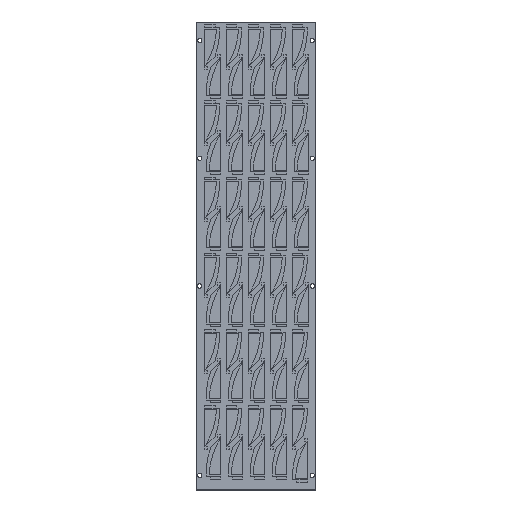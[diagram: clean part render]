
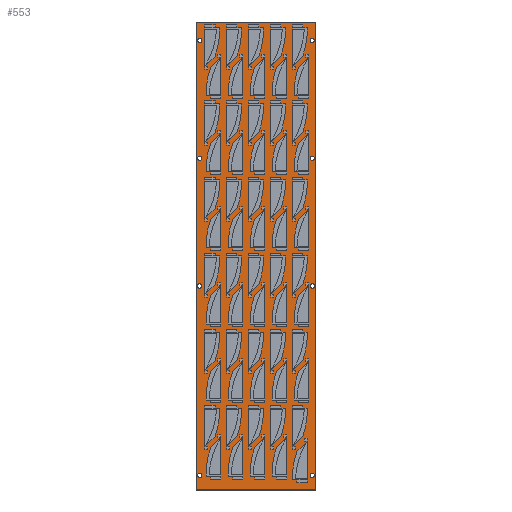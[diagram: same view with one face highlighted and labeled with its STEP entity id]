
A CAD part, top view. The second image highlights one B-rep face of the part: STEP entity #553.
In plain terms, the highlighted planar face has unit normal (0, 0, 1).
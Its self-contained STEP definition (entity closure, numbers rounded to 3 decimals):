
#493=FACE_BOUND('',#667,.T.);
#494=FACE_BOUND('',#668,.T.);
#495=FACE_BOUND('',#669,.T.);
#496=FACE_BOUND('',#670,.T.);
#497=FACE_BOUND('',#671,.T.);
#498=FACE_BOUND('',#672,.T.);
#499=FACE_BOUND('',#673,.T.);
#500=FACE_BOUND('',#674,.T.);
#501=FACE_BOUND('',#675,.T.);
#527=CIRCLE('',#1214,1.5);
#528=CIRCLE('',#1215,1.5);
#529=CIRCLE('',#1216,1.5);
#530=CIRCLE('',#1217,1.5);
#531=CIRCLE('',#1218,1.5);
#532=CIRCLE('',#1219,1.5);
#533=CIRCLE('',#1220,1.5);
#534=CIRCLE('',#1221,1.5);
#553=ADVANCED_FACE('',(#493,#494,#495,#496,#497,#498,#499,#500,#501),#598,
 .T.);
#598=PLANE('',#1222);
#667=EDGE_LOOP('',(#748));
#668=EDGE_LOOP('',(#749));
#669=EDGE_LOOP('',(#750));
#670=EDGE_LOOP('',(#751));
#671=EDGE_LOOP('',(#752));
#672=EDGE_LOOP('',(#753));
#673=EDGE_LOOP('',(#754));
#674=EDGE_LOOP('',(#755));
#675=EDGE_LOOP('',(#756,#757,#758,#759));
#748=ORIENTED_EDGE('',*,*,#992,.F.);
#749=ORIENTED_EDGE('',*,*,#993,.F.);
#750=ORIENTED_EDGE('',*,*,#994,.F.);
#751=ORIENTED_EDGE('',*,*,#995,.F.);
#752=ORIENTED_EDGE('',*,*,#996,.F.);
#753=ORIENTED_EDGE('',*,*,#997,.F.);
#754=ORIENTED_EDGE('',*,*,#998,.F.);
#755=ORIENTED_EDGE('',*,*,#999,.F.);
#756=ORIENTED_EDGE('',*,*,#982,.T.);
#757=ORIENTED_EDGE('',*,*,#986,.T.);
#758=ORIENTED_EDGE('',*,*,#989,.T.);
#759=ORIENTED_EDGE('',*,*,#991,.T.);
#916=VERTEX_POINT('',#1685);
#917=VERTEX_POINT('',#1687);
#919=VERTEX_POINT('',#1693);
#921=VERTEX_POINT('',#1699);
#922=VERTEX_POINT('',#1706);
#923=VERTEX_POINT('',#1708);
#924=VERTEX_POINT('',#1710);
#925=VERTEX_POINT('',#1712);
#926=VERTEX_POINT('',#1714);
#927=VERTEX_POINT('',#1716);
#928=VERTEX_POINT('',#1718);
#929=VERTEX_POINT('',#1720);
#982=EDGE_CURVE('',#917,#916,#1073,.T.);
#986=EDGE_CURVE('',#916,#919,#1077,.T.);
#989=EDGE_CURVE('',#919,#921,#1080,.T.);
#991=EDGE_CURVE('',#921,#917,#1082,.T.);
#992=EDGE_CURVE('',#922,#922,#527,.T.);
#993=EDGE_CURVE('',#923,#923,#528,.T.);
#994=EDGE_CURVE('',#924,#924,#529,.T.);
#995=EDGE_CURVE('',#925,#925,#530,.T.);
#996=EDGE_CURVE('',#926,#926,#531,.T.);
#997=EDGE_CURVE('',#927,#927,#532,.T.);
#998=EDGE_CURVE('',#928,#928,#533,.T.);
#999=EDGE_CURVE('',#929,#929,#534,.T.);
#1073=LINE('',#1686,#1142);
#1077=LINE('',#1694,#1146);
#1080=LINE('',#1700,#1149);
#1082=LINE('',#1703,#1151);
#1142=VECTOR('',#1347,1.);
#1146=VECTOR('',#1353,1.);
#1149=VECTOR('',#1358,1.);
#1151=VECTOR('',#1362,1.);
#1214=AXIS2_PLACEMENT_3D('',#1705,#1365,#1366);
#1215=AXIS2_PLACEMENT_3D('',#1707,#1367,#1368);
#1216=AXIS2_PLACEMENT_3D('',#1709,#1369,#1370);
#1217=AXIS2_PLACEMENT_3D('',#1711,#1371,#1372);
#1218=AXIS2_PLACEMENT_3D('',#1713,#1373,#1374);
#1219=AXIS2_PLACEMENT_3D('',#1715,#1375,#1376);
#1220=AXIS2_PLACEMENT_3D('',#1717,#1377,#1378);
#1221=AXIS2_PLACEMENT_3D('',#1719,#1379,#1380);
#1222=AXIS2_PLACEMENT_3D('',#1721,#1381,#1382);
#1347=DIRECTION('',(0.,-1.,0.));
#1353=DIRECTION('',(1.,0.,0.));
#1358=DIRECTION('',(0.,1.,0.));
#1362=DIRECTION('',(-1.,0.,0.));
#1365=DIRECTION('',(0.,0.,1.));
#1366=DIRECTION('',(1.,0.,0.));
#1367=DIRECTION('',(0.,0.,1.));
#1368=DIRECTION('',(1.,0.,0.));
#1369=DIRECTION('',(0.,0.,1.));
#1370=DIRECTION('',(1.,0.,0.));
#1371=DIRECTION('',(0.,0.,1.));
#1372=DIRECTION('',(1.,0.,0.));
#1373=DIRECTION('',(0.,0.,1.));
#1374=DIRECTION('',(1.,0.,0.));
#1375=DIRECTION('',(0.,0.,1.));
#1376=DIRECTION('',(1.,0.,0.));
#1377=DIRECTION('',(0.,0.,1.));
#1378=DIRECTION('',(1.,0.,0.));
#1379=DIRECTION('',(0.,0.,1.));
#1380=DIRECTION('',(1.,0.,0.));
#1381=DIRECTION('',(0.,0.,1.));
#1382=DIRECTION('',(1.,0.,0.));
#1685=CARTESIAN_POINT('',(0.,0.,2.5));
#1686=CARTESIAN_POINT('',(0.,320.,2.5));
#1687=CARTESIAN_POINT('',(0.,320.,2.5));
#1693=CARTESIAN_POINT('',(82.,0.,2.5));
#1694=CARTESIAN_POINT('',(0.,0.,2.5));
#1699=CARTESIAN_POINT('',(82.,320.,2.5));
#1700=CARTESIAN_POINT('',(82.,0.,2.5));
#1703=CARTESIAN_POINT('',(82.,320.,2.5));
#1705=CARTESIAN_POINT('',(2.5,10.,2.5));
#1706=CARTESIAN_POINT('',(4.,10.,2.5));
#1707=CARTESIAN_POINT('',(2.5,139.5,2.5));
#1708=CARTESIAN_POINT('',(4.,139.5,2.5));
#1709=CARTESIAN_POINT('',(2.5,226.8,2.5));
#1710=CARTESIAN_POINT('',(4.,226.8,2.5));
#1711=CARTESIAN_POINT('',(2.5,307.35,2.5));
#1712=CARTESIAN_POINT('',(4.,307.35,2.5));
#1713=CARTESIAN_POINT('',(79.5,10.,2.5));
#1714=CARTESIAN_POINT('',(81.,10.,2.5));
#1715=CARTESIAN_POINT('',(79.5,139.5,2.5));
#1716=CARTESIAN_POINT('',(81.,139.5,2.5));
#1717=CARTESIAN_POINT('',(79.5,226.8,2.5));
#1718=CARTESIAN_POINT('',(81.,226.8,2.5));
#1719=CARTESIAN_POINT('',(79.5,307.35,2.5));
#1720=CARTESIAN_POINT('',(81.,307.35,2.5));
#1721=CARTESIAN_POINT('',(0.,0.,2.5));
